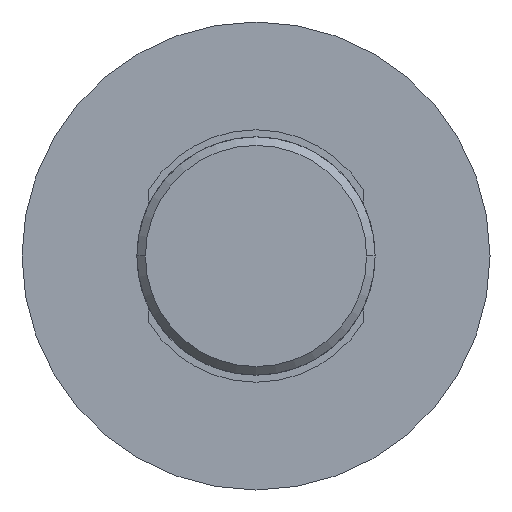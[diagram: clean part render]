
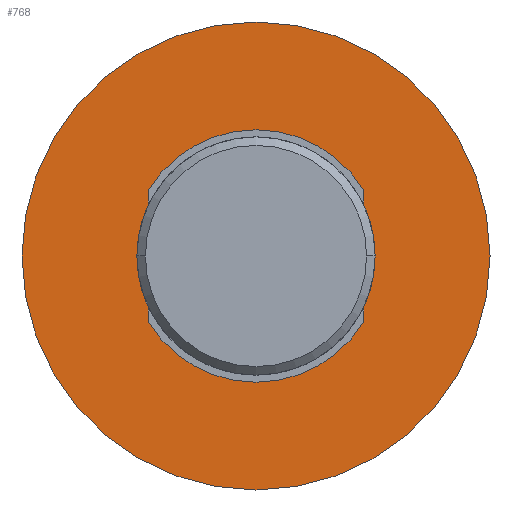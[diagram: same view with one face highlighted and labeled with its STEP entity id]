
A CAD part, left-side view. The second image highlights one B-rep face of the part: STEP entity #768.
In plain terms, the highlighted planar face has unit normal (-1, 0, 0).
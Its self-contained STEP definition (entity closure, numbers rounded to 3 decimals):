
#216=CARTESIAN_POINT('',(77.6,0.,-22.25));
#217=VERTEX_POINT('',#216);
#226=CARTESIAN_POINT('',(77.6,-19.0,-11.579));
#227=VERTEX_POINT('',#226);
#228=CARTESIAN_POINT('',(77.6,0.0,0.0));
#229=DIRECTION('',(1.0,0.0,0.0));
#230=DIRECTION('',(0.0,0.0,1.0));
#231=AXIS2_PLACEMENT_3D('',#228,#229,#230);
#232=CIRCLE('',#231,22.25);
#233=EDGE_CURVE('',#227,#217,#232,.T.);
#260=CARTESIAN_POINT('',(77.6,0.,22.25));
#261=VERTEX_POINT('',#260);
#277=CARTESIAN_POINT('',(77.6,-19.0,11.579));
#278=VERTEX_POINT('',#277);
#285=CARTESIAN_POINT('',(77.6,0.0,0.0));
#286=DIRECTION('',(1.0,0.0,0.0));
#287=DIRECTION('',(0.0,0.0,1.0));
#288=AXIS2_PLACEMENT_3D('',#285,#286,#287);
#289=CIRCLE('',#288,22.25);
#290=EDGE_CURVE('',#261,#278,#289,.T.);
#300=CARTESIAN_POINT('',(77.6,0.0,41.25));
#301=VERTEX_POINT('',#300);
#310=CARTESIAN_POINT('',(77.6,0.,-41.25));
#311=VERTEX_POINT('',#310);
#312=CARTESIAN_POINT('',(77.6,0.0,0.0));
#313=DIRECTION('',(1.0,0.0,0.0));
#314=DIRECTION('',(0.0,0.0,1.0));
#315=AXIS2_PLACEMENT_3D('',#312,#313,#314);
#316=CIRCLE('',#315,41.25);
#317=EDGE_CURVE('',#301,#311,#316,.T.);
#719=CARTESIAN_POINT('',(77.6,0.0,20.625));
#720=DIRECTION('',(-1.0,0.0,0.0));
#721=DIRECTION('',(0.0,0.0,1.0));
#722=AXIS2_PLACEMENT_3D('',#719,#720,#721);
#723=PLANE('',#722);
#724=ORIENTED_EDGE('',*,*,#317,.F.);
#725=CARTESIAN_POINT('',(77.6,0.0,0.0));
#726=DIRECTION('',(1.0,0.0,0.0));
#727=DIRECTION('',(0.0,0.0,1.0));
#728=AXIS2_PLACEMENT_3D('',#725,#726,#727);
#729=CIRCLE('',#728,41.25);
#730=EDGE_CURVE('',#311,#301,#729,.T.);
#731=ORIENTED_EDGE('',*,*,#730,.F.);
#732=EDGE_LOOP('',(#724,#731));
#733=FACE_OUTER_BOUND('',#732,.T.);
#734=CARTESIAN_POINT('',(77.6,-19.0,11.579));
#735=DIRECTION('',(0.0,0.0,-1.0));
#736=VECTOR('',#735,23.157);
#737=LINE('',#734,#736);
#738=EDGE_CURVE('',#278,#227,#737,.T.);
#739=ORIENTED_EDGE('',*,*,#738,.T.);
#740=ORIENTED_EDGE('',*,*,#233,.T.);
#741=CARTESIAN_POINT('',(77.6,19.0,-11.579));
#742=VERTEX_POINT('',#741);
#743=CARTESIAN_POINT('',(77.6,0.0,0.0));
#744=DIRECTION('',(1.0,0.0,0.0));
#745=DIRECTION('',(0.0,0.0,1.0));
#746=AXIS2_PLACEMENT_3D('',#743,#744,#745);
#747=CIRCLE('',#746,22.25);
#748=EDGE_CURVE('',#217,#742,#747,.T.);
#749=ORIENTED_EDGE('',*,*,#748,.T.);
#750=CARTESIAN_POINT('',(77.6,19.0,11.579));
#751=VERTEX_POINT('',#750);
#752=CARTESIAN_POINT('',(77.6,19.0,-11.579));
#753=DIRECTION('',(0.0,0.0,1.0));
#754=VECTOR('',#753,23.157);
#755=LINE('',#752,#754);
#756=EDGE_CURVE('',#742,#751,#755,.T.);
#757=ORIENTED_EDGE('',*,*,#756,.T.);
#758=CARTESIAN_POINT('',(77.6,0.0,0.0));
#759=DIRECTION('',(1.0,0.0,0.0));
#760=DIRECTION('',(0.0,0.0,1.0));
#761=AXIS2_PLACEMENT_3D('',#758,#759,#760);
#762=CIRCLE('',#761,22.25);
#763=EDGE_CURVE('',#751,#261,#762,.T.);
#764=ORIENTED_EDGE('',*,*,#763,.T.);
#765=ORIENTED_EDGE('',*,*,#290,.T.);
#766=EDGE_LOOP('',(#739,#740,#749,#757,#764,#765));
#767=FACE_BOUND('',#766,.T.);
#768=ADVANCED_FACE('',(#733,#767),#723,.T.);
